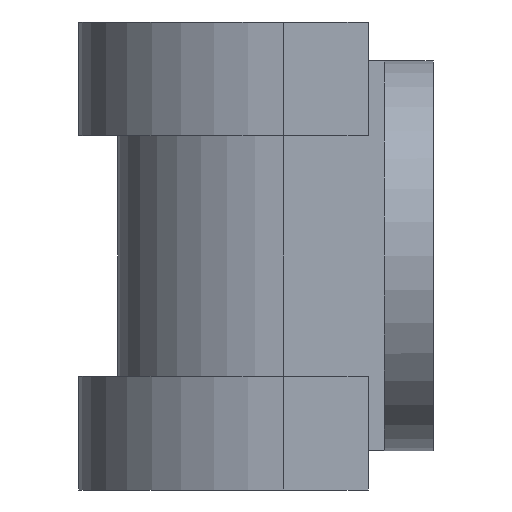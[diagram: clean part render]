
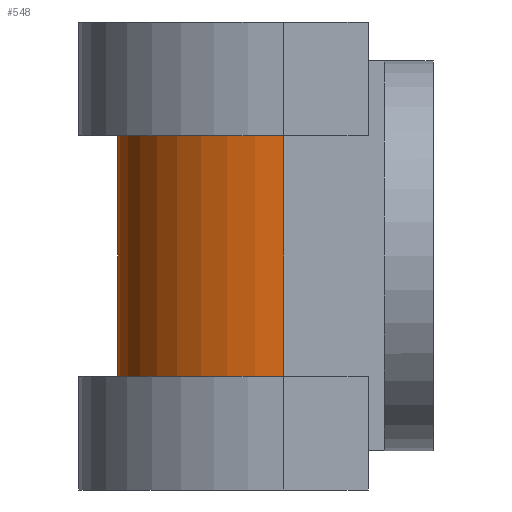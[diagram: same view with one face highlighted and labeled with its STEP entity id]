
A CAD part, left-side view. The second image highlights one B-rep face of the part: STEP entity #548.
In plain terms, the highlighted cylindrical face has radius 5.1 mm (diameter 10.2 mm), a partial arc.
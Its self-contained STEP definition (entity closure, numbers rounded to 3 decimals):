
#88 = DIRECTION ( 'NONE',  ( 0., 0., 1. ) ) ;
#93 = VERTEX_POINT ( 'NONE', #1155 ) ;
#123 = ORIENTED_EDGE ( 'NONE', *, *, #1435, .T. ) ;
#126 = EDGE_CURVE ( 'NONE', #93, #621, #408, .T. ) ;
#133 = ORIENTED_EDGE ( 'NONE', *, *, #126, .F. ) ;
#182 = CYLINDRICAL_SURFACE ( 'NONE', #1373, 5.1 ) ;
#196 = DIRECTION ( 'NONE',  ( 0., 0., -1. ) ) ;
#214 = EDGE_CURVE ( 'NONE', #459, #93, #841, .T. ) ;
#268 = CARTESIAN_POINT ( 'NONE',  ( 5.1, 4.6, 3.7 ) ) ;
#300 = CIRCLE ( 'NONE', #420, 5.1 ) ;
#320 = ORIENTED_EDGE ( 'NONE', *, *, #1175, .T. ) ;
#406 = DIRECTION ( 'NONE',  ( 0., 0., 1. ) ) ;
#408 = LINE ( 'NONE', #1415, #534 ) ;
#414 = FACE_OUTER_BOUND ( 'NONE', #838, .T. ) ;
#420 = AXIS2_PLACEMENT_3D ( 'NONE', #1414, #406, #861 ) ;
#425 = CARTESIAN_POINT ( 'NONE',  ( -5.1, 4.6, -3.7 ) ) ;
#459 = VERTEX_POINT ( 'NONE', #268 ) ;
#534 = VECTOR ( 'NONE', #1436, 1000. ) ;
#543 = LINE ( 'NONE', #1107, #1233 ) ;
#548 = ADVANCED_FACE ( 'NONE', ( #414 ), #182, .T. ) ;
#584 = AXIS2_PLACEMENT_3D ( 'NONE', #978, #88, #871 ) ;
#621 = VERTEX_POINT ( 'NONE', #425 ) ;
#665 = DIRECTION ( 'NONE',  ( -1., 0., 0. ) ) ;
#832 = VERTEX_POINT ( 'NONE', #1082 ) ;
#838 = EDGE_LOOP ( 'NONE', ( #1116, #123, #320, #133 ) ) ;
#841 = CIRCLE ( 'NONE', #584, 5.1 ) ;
#861 = DIRECTION ( 'NONE',  ( 1., 0., 0. ) ) ;
#871 = DIRECTION ( 'NONE',  ( 1., 0., 0. ) ) ;
#963 = CARTESIAN_POINT ( 'NONE',  ( 0., 4.6, 6. ) ) ;
#978 = CARTESIAN_POINT ( 'NONE',  ( 0., 4.6, 3.7 ) ) ;
#1082 = CARTESIAN_POINT ( 'NONE',  ( 5.1, 4.6, -3.7 ) ) ;
#1107 = CARTESIAN_POINT ( 'NONE',  ( 5.1, 4.6, 6. ) ) ;
#1116 = ORIENTED_EDGE ( 'NONE', *, *, #214, .F. ) ;
#1155 = CARTESIAN_POINT ( 'NONE',  ( -5.1, 4.6, 3.7 ) ) ;
#1175 = EDGE_CURVE ( 'NONE', #832, #621, #300, .T. ) ;
#1214 = DIRECTION ( 'NONE',  ( 0., 0., -1. ) ) ;
#1233 = VECTOR ( 'NONE', #1214, 1000. ) ;
#1373 = AXIS2_PLACEMENT_3D ( 'NONE', #963, #196, #665 ) ;
#1414 = CARTESIAN_POINT ( 'NONE',  ( 0., 4.6, -3.7 ) ) ;
#1415 = CARTESIAN_POINT ( 'NONE',  ( -5.1, 4.6, 6. ) ) ;
#1435 = EDGE_CURVE ( 'NONE', #459, #832, #543, .T. ) ;
#1436 = DIRECTION ( 'NONE',  ( 0., 0., -1. ) ) ;
